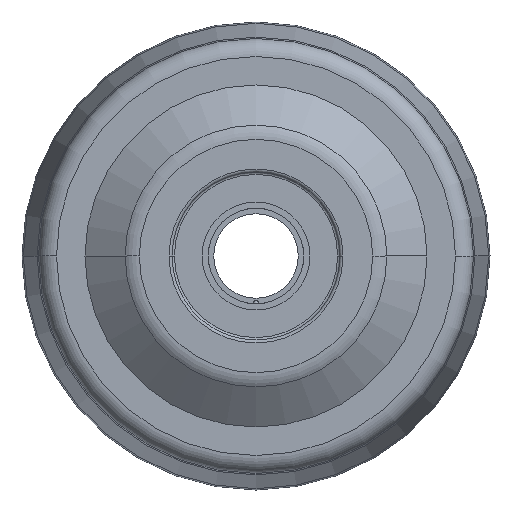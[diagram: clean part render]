
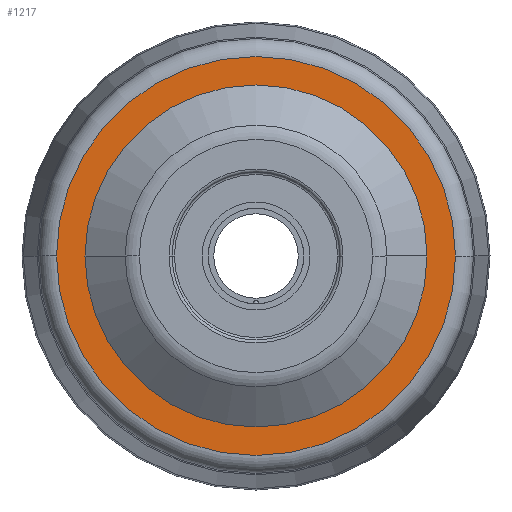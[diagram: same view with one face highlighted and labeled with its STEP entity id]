
A CAD part, left-side view. The second image highlights one B-rep face of the part: STEP entity #1217.
In plain terms, the highlighted planar face has unit normal (-1, 0, 0).
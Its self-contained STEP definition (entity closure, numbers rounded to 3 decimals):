
#17 = DIRECTION ( 'NONE',  ( -1., 0., 0. ) ) ;
#62 = CARTESIAN_POINT ( 'NONE',  ( -50.3, 36.25, 0. ) ) ;
#142 = DIRECTION ( 'NONE',  ( 1., 0., 0. ) ) ;
#245 = FACE_OUTER_BOUND ( 'NONE', #1143, .T. ) ;
#268 = DIRECTION ( 'NONE',  ( -1., 0., 0. ) ) ;
#324 = DIRECTION ( 'NONE',  ( 0., -1., 0. ) ) ;
#367 = CARTESIAN_POINT ( 'NONE',  ( -50.3, -28.5, 0. ) ) ;
#368 = CIRCLE ( 'NONE', #2122, 33.25 ) ;
#402 = CIRCLE ( 'NONE', #701, 33.25 ) ;
#497 = VERTEX_POINT ( 'NONE', #2246 ) ;
#701 = AXIS2_PLACEMENT_3D ( 'NONE', #1249, #17, #1131 ) ;
#750 = VERTEX_POINT ( 'NONE', #367 ) ;
#752 = AXIS2_PLACEMENT_3D ( 'NONE', #1602, #1080, #865 ) ;
#865 = DIRECTION ( 'NONE',  ( 0., 1., 0. ) ) ;
#931 = AXIS2_PLACEMENT_3D ( 'NONE', #62, #268, #324 ) ;
#941 = CARTESIAN_POINT ( 'NONE',  ( -50.3, 28.5, 0. ) ) ;
#991 = ORIENTED_EDGE ( 'NONE', *, *, #1889, .T. ) ;
#1072 = CARTESIAN_POINT ( 'NONE',  ( -50.3, 0., 0. ) ) ;
#1080 = DIRECTION ( 'NONE',  ( 1., 0., 0. ) ) ;
#1131 = DIRECTION ( 'NONE',  ( 0., -1., 0. ) ) ;
#1143 = EDGE_LOOP ( 'NONE', ( #1568, #1336 ) ) ;
#1151 = FACE_BOUND ( 'NONE', #1941, .T. ) ;
#1217 = ADVANCED_FACE ( 'NONE', ( #245, #1151 ), #1853, .T. ) ;
#1249 = CARTESIAN_POINT ( 'NONE',  ( -50.3, 0., 0. ) ) ;
#1336 = ORIENTED_EDGE ( 'NONE', *, *, #1791, .T. ) ;
#1515 = VERTEX_POINT ( 'NONE', #941 ) ;
#1568 = ORIENTED_EDGE ( 'NONE', *, *, #1764, .T. ) ;
#1602 = CARTESIAN_POINT ( 'NONE',  ( -50.3, 0., 0. ) ) ;
#1633 = AXIS2_PLACEMENT_3D ( 'NONE', #1734, #142, #2286 ) ;
#1711 = CARTESIAN_POINT ( 'NONE',  ( -50.3, -33.25, 0. ) ) ;
#1734 = CARTESIAN_POINT ( 'NONE',  ( -50.3, 0., 0. ) ) ;
#1738 = CIRCLE ( 'NONE', #1633, 28.5 ) ;
#1747 = ORIENTED_EDGE ( 'NONE', *, *, #2243, .T. ) ;
#1749 = DIRECTION ( 'NONE',  ( -1., 0., 0. ) ) ;
#1764 = EDGE_CURVE ( 'NONE', #2087, #497, #368, .T. ) ;
#1791 = EDGE_CURVE ( 'NONE', #497, #2087, #402, .T. ) ;
#1827 = CIRCLE ( 'NONE', #752, 28.5 ) ;
#1853 = PLANE ( 'NONE',  #931 ) ;
#1889 = EDGE_CURVE ( 'NONE', #1515, #750, #1738, .T. ) ;
#1941 = EDGE_LOOP ( 'NONE', ( #991, #1747 ) ) ;
#1948 = DIRECTION ( 'NONE',  ( 0., -1., 0. ) ) ;
#2087 = VERTEX_POINT ( 'NONE', #1711 ) ;
#2122 = AXIS2_PLACEMENT_3D ( 'NONE', #1072, #1749, #1948 ) ;
#2243 = EDGE_CURVE ( 'NONE', #750, #1515, #1827, .T. ) ;
#2246 = CARTESIAN_POINT ( 'NONE',  ( -50.3, 33.25, 0. ) ) ;
#2286 = DIRECTION ( 'NONE',  ( 0., 1., 0. ) ) ;
